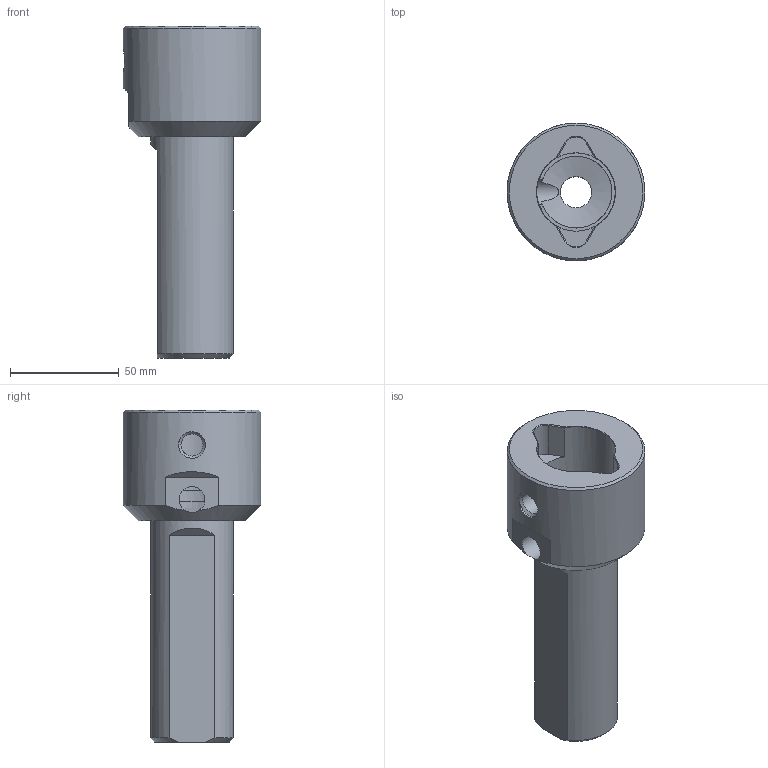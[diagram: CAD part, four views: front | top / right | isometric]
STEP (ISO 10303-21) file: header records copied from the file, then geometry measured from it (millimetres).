
FILE_DESCRIPTION (( 'STEP AP203' ), '1' );
FILE_NAME ('11.361.262.stp', '2018-08-02T13:50:55', ( '' ), ( '' ), 'SwSTEP 2.0', 'SolidWorks 2018', '' );
FILE_SCHEMA (( 'CONFIG_CONTROL_DESIGN' ));
Length unit declared in the file: millimetre
Products named in the file (1): 11.361.262
Bounding box: 63.27 x 63.27 x 152.4 mm (x, y, z)
Volume: 196227.5 mm3; surface area: 37659.3 mm2
Topology: 1 solids, 1 shells, 43 faces, 109 edges, 69 vertices
Faces by surface type: plane 21, cylinder 11, cone 10, bspline 1
Full cylindrical faces by diameter (mm): 10.2 x1, 11.887 x1, 12.3 x1, 14.4 x1, 36 x1, 38.09 x1, 63.27 x1
Entity records: 1660 total; most frequent: CARTESIAN_POINT 654, DIRECTION 185, ORIENTED_EDGE 182, EDGE_CURVE 91, AXIS2_PLACEMENT_3D 75, VERTEX_POINT 64, EDGE_LOOP 63, FACE_OUTER_BOUND 51
